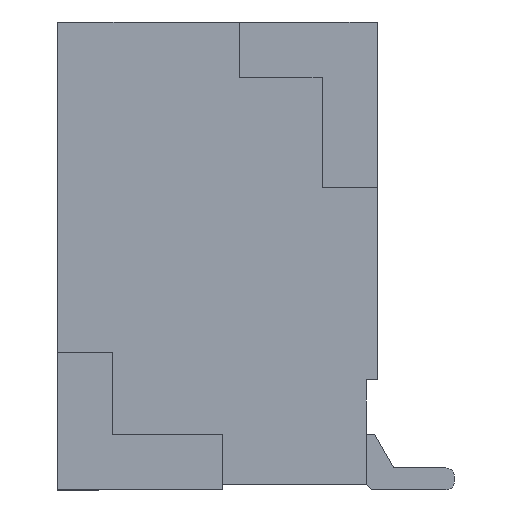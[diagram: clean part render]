
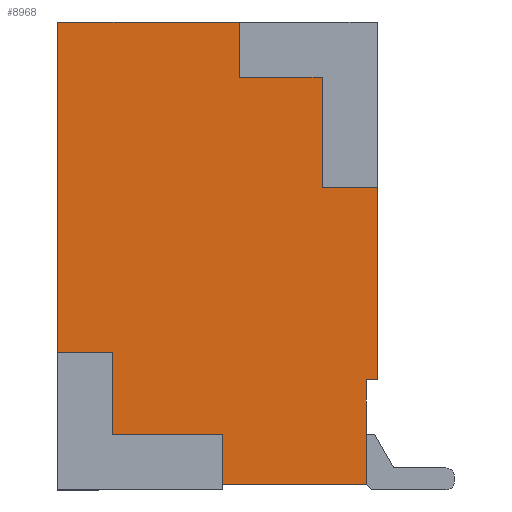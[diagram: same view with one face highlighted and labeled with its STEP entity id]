
A CAD part, left-side view. The second image highlights one B-rep face of the part: STEP entity #8968.
In plain terms, the highlighted planar face has unit normal (-1, 0, 0).
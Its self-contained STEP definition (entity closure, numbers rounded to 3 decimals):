
#8605 = VERTEX_POINT('',#8606);
#8606 = CARTESIAN_POINT('',(-4.,1.8,1.25));
#8612 = EDGE_CURVE('',#8605,#8613,#8615,.T.);
#8613 = VERTEX_POINT('',#8614);
#8614 = CARTESIAN_POINT('',(-4.,1.8,4.25));
#8615 = LINE('',#8616,#8617);
#8616 = CARTESIAN_POINT('',(-4.,1.8,0.));
#8617 = VECTOR('',#8618,1.);
#8618 = DIRECTION('',(0.,0.,1.));
#8968 = ADVANCED_FACE('',(#8969),#9074,.T.);
#8969 = FACE_BOUND('',#8970,.T.);
#8970 = EDGE_LOOP('',(#8971,#8981,#8989,#8997,#9005,#9013,#9021,#9029,
    #9037,#9045,#9051,#9052,#9060,#9068));
#8971 = ORIENTED_EDGE('',*,*,#8972,.T.);
#8972 = EDGE_CURVE('',#8973,#8975,#8977,.T.);
#8973 = VERTEX_POINT('',#8974);
#8974 = CARTESIAN_POINT('',(-4.,0.3,0.5));
#8975 = VERTEX_POINT('',#8976);
#8976 = CARTESIAN_POINT('',(-4.,0.3,0.05));
#8977 = LINE('',#8978,#8979);
#8978 = CARTESIAN_POINT('',(-4.,0.3,0.5));
#8979 = VECTOR('',#8980,1.);
#8980 = DIRECTION('',(0.,0.,-1.));
#8981 = ORIENTED_EDGE('',*,*,#8982,.F.);
#8982 = EDGE_CURVE('',#8983,#8975,#8985,.T.);
#8983 = VERTEX_POINT('',#8984);
#8984 = CARTESIAN_POINT('',(-4.,-1.,0.05));
#8985 = LINE('',#8986,#8987);
#8986 = CARTESIAN_POINT('',(-4.,-1.,0.05));
#8987 = VECTOR('',#8988,1.);
#8988 = DIRECTION('',(0.,1.,0.));
#8989 = ORIENTED_EDGE('',*,*,#8990,.T.);
#8990 = EDGE_CURVE('',#8983,#8991,#8993,.T.);
#8991 = VERTEX_POINT('',#8992);
#8992 = CARTESIAN_POINT('',(-4.,-1.,1.));
#8993 = LINE('',#8994,#8995);
#8994 = CARTESIAN_POINT('',(-4.,-1.,1.));
#8995 = VECTOR('',#8996,1.);
#8996 = DIRECTION('',(0.,0.,1.));
#8997 = ORIENTED_EDGE('',*,*,#8998,.T.);
#8998 = EDGE_CURVE('',#8991,#8999,#9001,.T.);
#8999 = VERTEX_POINT('',#9000);
#9000 = CARTESIAN_POINT('',(-4.,-1.1,1.));
#9001 = LINE('',#9002,#9003);
#9002 = CARTESIAN_POINT('',(-4.,-1.,1.));
#9003 = VECTOR('',#9004,1.);
#9004 = DIRECTION('',(0.,-1.,0.));
#9005 = ORIENTED_EDGE('',*,*,#9006,.F.);
#9006 = EDGE_CURVE('',#9007,#8999,#9009,.T.);
#9007 = VERTEX_POINT('',#9008);
#9008 = CARTESIAN_POINT('',(-4.,-1.1,2.75));
#9009 = LINE('',#9010,#9011);
#9010 = CARTESIAN_POINT('',(-4.,-1.1,0.));
#9011 = VECTOR('',#9012,1.);
#9012 = DIRECTION('',(0.,0.,-1.));
#9013 = ORIENTED_EDGE('',*,*,#9014,.T.);
#9014 = EDGE_CURVE('',#9007,#9015,#9017,.T.);
#9015 = VERTEX_POINT('',#9016);
#9016 = CARTESIAN_POINT('',(-4.,-0.6,2.75));
#9017 = LINE('',#9018,#9019);
#9018 = CARTESIAN_POINT('',(-4.,-0.6,2.75));
#9019 = VECTOR('',#9020,1.);
#9020 = DIRECTION('',(0.,1.,0.));
#9021 = ORIENTED_EDGE('',*,*,#9022,.T.);
#9022 = EDGE_CURVE('',#9015,#9023,#9025,.T.);
#9023 = VERTEX_POINT('',#9024);
#9024 = CARTESIAN_POINT('',(-4.,-0.6,3.75));
#9025 = LINE('',#9026,#9027);
#9026 = CARTESIAN_POINT('',(-4.,-0.6,3.75));
#9027 = VECTOR('',#9028,1.);
#9028 = DIRECTION('',(0.,0.,1.));
#9029 = ORIENTED_EDGE('',*,*,#9030,.T.);
#9030 = EDGE_CURVE('',#9023,#9031,#9033,.T.);
#9031 = VERTEX_POINT('',#9032);
#9032 = CARTESIAN_POINT('',(-4.,0.15,3.75));
#9033 = LINE('',#9034,#9035);
#9034 = CARTESIAN_POINT('',(-4.,0.15,3.75));
#9035 = VECTOR('',#9036,1.);
#9036 = DIRECTION('',(0.,1.,0.));
#9037 = ORIENTED_EDGE('',*,*,#9038,.T.);
#9038 = EDGE_CURVE('',#9031,#9039,#9041,.T.);
#9039 = VERTEX_POINT('',#9040);
#9040 = CARTESIAN_POINT('',(-4.,0.15,4.25));
#9041 = LINE('',#9042,#9043);
#9042 = CARTESIAN_POINT('',(-4.,0.15,4.25));
#9043 = VECTOR('',#9044,1.);
#9044 = DIRECTION('',(0.,0.,1.));
#9045 = ORIENTED_EDGE('',*,*,#9046,.F.);
#9046 = EDGE_CURVE('',#8613,#9039,#9047,.T.);
#9047 = LINE('',#9048,#9049);
#9048 = CARTESIAN_POINT('',(-4.,-1.1,4.25));
#9049 = VECTOR('',#9050,1.);
#9050 = DIRECTION('',(0.,-1.,0.));
#9051 = ORIENTED_EDGE('',*,*,#8612,.F.);
#9052 = ORIENTED_EDGE('',*,*,#9053,.T.);
#9053 = EDGE_CURVE('',#8605,#9054,#9056,.T.);
#9054 = VERTEX_POINT('',#9055);
#9055 = CARTESIAN_POINT('',(-4.,1.3,1.25));
#9056 = LINE('',#9057,#9058);
#9057 = CARTESIAN_POINT('',(-4.,1.8,1.25));
#9058 = VECTOR('',#9059,1.);
#9059 = DIRECTION('',(0.,-1.,0.));
#9060 = ORIENTED_EDGE('',*,*,#9061,.T.);
#9061 = EDGE_CURVE('',#9054,#9062,#9064,.T.);
#9062 = VERTEX_POINT('',#9063);
#9063 = CARTESIAN_POINT('',(-4.,1.3,0.5));
#9064 = LINE('',#9065,#9066);
#9065 = CARTESIAN_POINT('',(-4.,1.3,1.25));
#9066 = VECTOR('',#9067,1.);
#9067 = DIRECTION('',(0.,0.,-1.));
#9068 = ORIENTED_EDGE('',*,*,#9069,.T.);
#9069 = EDGE_CURVE('',#9062,#8973,#9070,.T.);
#9070 = LINE('',#9071,#9072);
#9071 = CARTESIAN_POINT('',(-4.,1.3,0.5));
#9072 = VECTOR('',#9073,1.);
#9073 = DIRECTION('',(0.,-1.,0.));
#9074 = PLANE('',#9075);
#9075 = AXIS2_PLACEMENT_3D('',#9076,#9077,#9078);
#9076 = CARTESIAN_POINT('',(-4.,-1.1,4.25));
#9077 = DIRECTION('',(-1.,0.,0.));
#9078 = DIRECTION('',(0.,-1.,0.));
